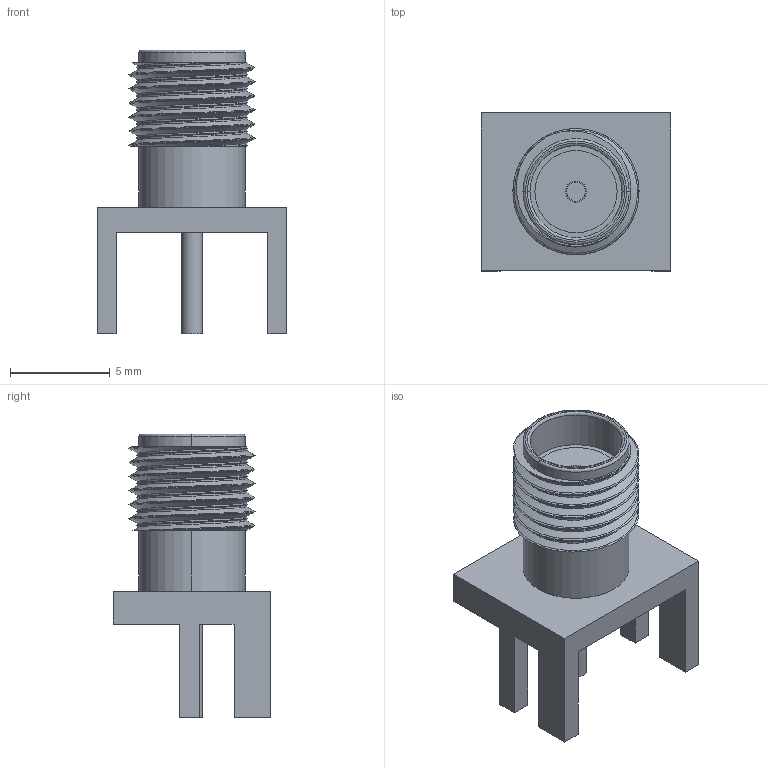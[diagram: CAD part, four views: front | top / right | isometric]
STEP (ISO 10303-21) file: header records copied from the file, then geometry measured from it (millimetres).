
FILE_DESCRIPTION (( 'STEP AP214' ), '1' );
FILE_NAME ('SMA-PCB-connector.STEP', '2015-03-21T16:00:20', ( '' ), ( '' ), 'SwSTEP 2.0', 'SolidWorks 2014', '' );
FILE_SCHEMA (( 'AUTOMOTIVE_DESIGN' ));
Length unit declared in the file: inch
Products named in the file (1): SMA-PCB-connector
Bounding box: 9.53 x 7.92 x 14.22 mm (x, y, z)
Volume: 271.3 mm3; surface area: 602.7 mm2
Topology: 3 solids, 3 shells, 82 faces, 211 edges, 142 vertices
Faces by surface type: cylinder 39, plane 33, bspline 6, torus 4
Entity records: 4749 total; most frequent: CARTESIAN_POINT 2812, ORIENTED_EDGE 422, DIRECTION 343, EDGE_CURVE 211, VERTEX_POINT 142, AXIS2_PLACEMENT_3D 123, VECTOR 97, LINE 97
